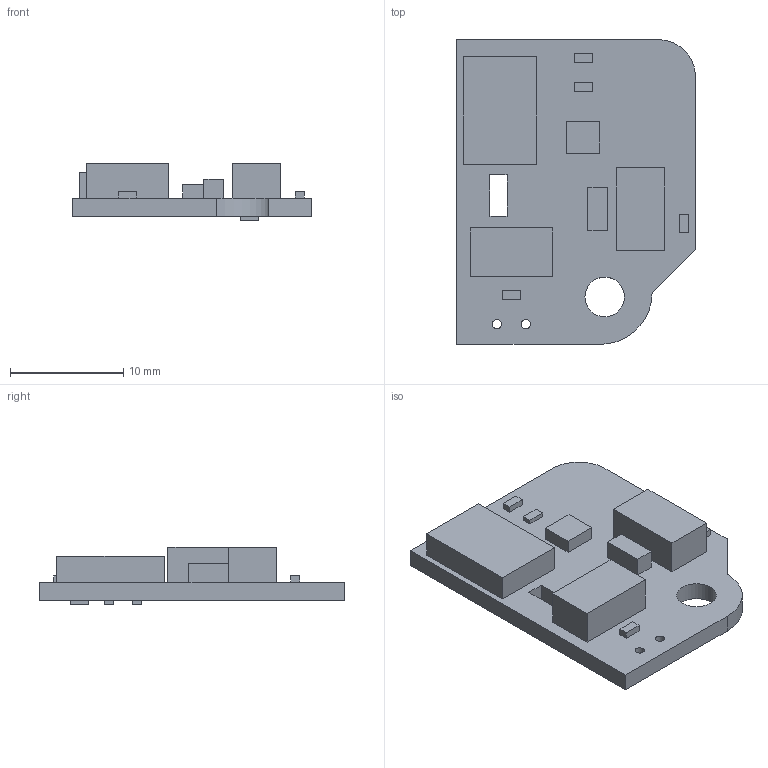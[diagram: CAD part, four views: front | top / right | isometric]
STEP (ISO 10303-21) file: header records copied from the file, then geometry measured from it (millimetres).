
FILE_DESCRIPTION(('FreeCAD Model'),'2;1');
FILE_NAME('demo_bbox.step', '2015-11-18T21:35:14',('Author'),(''), 'Open CASCADE STEP processor 6.8','FreeCAD','Unknown');
FILE_SCHEMA(('AUTOMOTIVE_DESIGN_CC2 { 1 2 10303 214 -1 1 5 4 }'));
Length unit declared in the file: millimetre
Products named in the file (13): Board_outline; cap_0603_001; dpak_to252_; sot23_001; sod80_001; res_0603_001; res_0603_002; res_0603_003; res_0603_004; led0603_001; c__Tant_D_7343_31_; c__Tant_D_7343_31_001; cap_0603_002
Bounding box: 21.08 x 26.92 x 5.1 mm (x, y, z)
Volume: 1193.9 mm3; surface area: 1789.4 mm2
Topology: 13 solids, 13 shells, 90 faces, 192 edges, 128 vertices
Faces by surface type: plane 85, cylinder 5
Full cylindrical faces by diameter (mm): 0.813 x2, 3.5 x1
Entity records: 5169 total; most frequent: CARTESIAN_POINT 855, DIRECTION 758, LINE 556, VECTOR 556, ORIENTED_EDGE 384, PCURVE 384, DEFINITIONAL_REPRESENTATION 384, EDGE_CURVE 192
